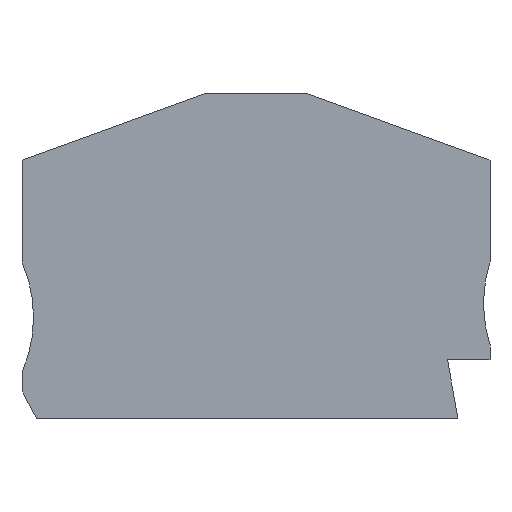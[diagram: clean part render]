
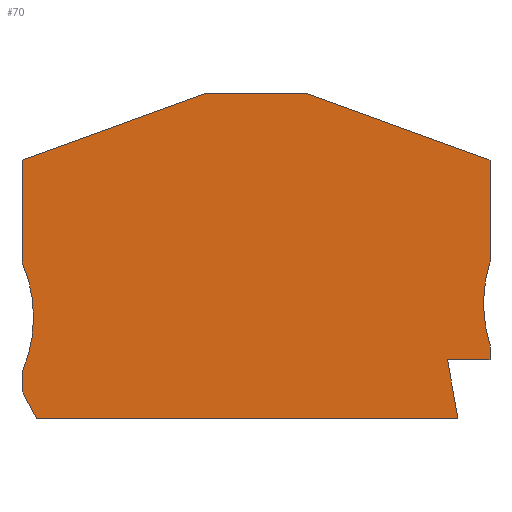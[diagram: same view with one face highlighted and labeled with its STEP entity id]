
A CAD part, left-side view. The second image highlights one B-rep face of the part: STEP entity #70.
In plain terms, the highlighted planar face has unit normal (-1, 0, 0).
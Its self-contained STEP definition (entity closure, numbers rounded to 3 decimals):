
#70=ADVANCED_FACE('',(#136),#137,.T.);
#136=FACE_OUTER_BOUND('',#195,.T.);
#137=PLANE('',#196);
#195=EDGE_LOOP('',(#329,#330,#331,#332,#333,#334,#335,#336,#337,#338,#339,#340,#341,#342,#343));
#196=AXIS2_PLACEMENT_3D('',#344,#345,#346);
#329=ORIENTED_EDGE('',*,*,#410,.F.);
#330=ORIENTED_EDGE('',*,*,#394,.F.);
#331=ORIENTED_EDGE('',*,*,#398,.F.);
#332=ORIENTED_EDGE('',*,*,#421,.F.);
#333=ORIENTED_EDGE('',*,*,#422,.T.);
#334=ORIENTED_EDGE('',*,*,#417,.F.);
#335=ORIENTED_EDGE('',*,*,#371,.T.);
#336=ORIENTED_EDGE('',*,*,#405,.T.);
#337=ORIENTED_EDGE('',*,*,#419,.F.);
#338=ORIENTED_EDGE('',*,*,#389,.F.);
#339=ORIENTED_EDGE('',*,*,#414,.F.);
#340=ORIENTED_EDGE('',*,*,#401,.F.);
#341=ORIENTED_EDGE('',*,*,#412,.F.);
#342=ORIENTED_EDGE('',*,*,#407,.T.);
#343=ORIENTED_EDGE('',*,*,#368,.T.);
#344=CARTESIAN_POINT('',(0.,28.623,25.371));
#345=DIRECTION('',(-1.0,0.,0.));
#346=DIRECTION('',(0.,0.,-1.0));
#368=EDGE_CURVE('',#429,#433,#435,.T.);
#371=EDGE_CURVE('',#440,#437,#441,.T.);
#389=EDGE_CURVE('',#471,#472,#473,.T.);
#394=EDGE_CURVE('',#477,#479,#480,.T.);
#398=EDGE_CURVE('',#483,#477,#485,.T.);
#401=EDGE_CURVE('',#487,#489,#490,.T.);
#405=EDGE_CURVE('',#437,#493,#495,.T.);
#407=EDGE_CURVE('',#497,#429,#498,.T.);
#410=EDGE_CURVE('',#479,#433,#501,.T.);
#412=EDGE_CURVE('',#497,#487,#503,.T.);
#414=EDGE_CURVE('',#489,#471,#505,.T.);
#417=EDGE_CURVE('',#440,#507,#509,.T.);
#419=EDGE_CURVE('',#472,#493,#511,.T.);
#421=EDGE_CURVE('',#513,#483,#514,.T.);
#422=EDGE_CURVE('',#513,#507,#515,.T.);
#429=VERTEX_POINT('',#522);
#433=VERTEX_POINT('',#527);
#435=CIRCLE('',#530,15.);
#437=VERTEX_POINT('',#532);
#440=VERTEX_POINT('',#536);
#441=CIRCLE('',#537,15.);
#471=VERTEX_POINT('',#579);
#472=VERTEX_POINT('',#580);
#473=LINE('',#581,#582);
#477=VERTEX_POINT('',#588);
#479=VERTEX_POINT('',#591);
#480=LINE('',#592,#593);
#483=VERTEX_POINT('',#597);
#485=LINE('',#600,#601);
#487=VERTEX_POINT('',#603);
#489=VERTEX_POINT('',#606);
#490=LINE('',#607,#608);
#493=VERTEX_POINT('',#612);
#495=CIRCLE('',#615,15.);
#497=VERTEX_POINT('',#617);
#498=CIRCLE('',#618,15.);
#501=LINE('',#622,#623);
#503=LINE('',#625,#626);
#505=LINE('',#628,#629);
#507=VERTEX_POINT('',#631);
#509=LINE('',#634,#635);
#511=LINE('',#637,#638);
#513=VERTEX_POINT('',#640);
#514=LINE('',#641,#642);
#515=LINE('',#643,#644);
#522=CARTESIAN_POINT('',(0.,49.548,11.));
#527=CARTESIAN_POINT('',(0.,50.8,5.));
#530=AXIS2_PLACEMENT_3D('',#655,#656,#657);
#532=CARTESIAN_POINT('',(0.,0.691,12.5));
#536=CARTESIAN_POINT('',(0.,0.0,8.));
#537=AXIS2_PLACEMENT_3D('',#659,#660,#661);
#579=CARTESIAN_POINT('',(0.,19.883,35.3));
#580=CARTESIAN_POINT('',(0.,0.0,28.063));
#581=CARTESIAN_POINT('',(0.,42.9,43.678));
#582=VECTOR('',#683,1.0);
#588=CARTESIAN_POINT('',(0.0,49.202,0.));
#591=CARTESIAN_POINT('',(0.0,50.8,3.));
#592=CARTESIAN_POINT('',(0.0,49.087,-0.217));
#593=VECTOR('',#687,1.0);
#597=CARTESIAN_POINT('',(0.0,3.483,0.));
#600=CARTESIAN_POINT('',(0.0,42.9,0.));
#601=VECTOR('',#690,1.0);
#603=CARTESIAN_POINT('',(0.,50.8,28.063));
#606=CARTESIAN_POINT('',(0.,30.917,35.3));
#607=CARTESIAN_POINT('',(0.,42.9,30.939));
#608=VECTOR('',#692,1.0);
#612=CARTESIAN_POINT('',(0.,0.0,17.));
#615=AXIS2_PLACEMENT_3D('',#695,#696,#697);
#617=CARTESIAN_POINT('',(0.,50.8,17.));
#618=AXIS2_PLACEMENT_3D('',#698,#699,#700);
#622=CARTESIAN_POINT('',(0.0,50.8,-0.217));
#623=VECTOR('',#702,1.0);
#625=CARTESIAN_POINT('',(0.0,50.8,-0.217));
#626=VECTOR('',#703,1.0);
#628=CARTESIAN_POINT('',(0.,42.9,35.3));
#629=VECTOR('',#704,1.0);
#631=CARTESIAN_POINT('',(0.,0.0,6.4));
#634=CARTESIAN_POINT('',(0.0,0.0,-0.217));
#635=VECTOR('',#706,1.0);
#637=CARTESIAN_POINT('',(0.0,0.0,-0.217));
#638=VECTOR('',#707,1.0);
#640=CARTESIAN_POINT('',(0.,4.612,6.4));
#641=CARTESIAN_POINT('',(0.0,3.445,-0.217));
#642=VECTOR('',#708,1.0);
#643=CARTESIAN_POINT('',(0.,42.9,6.4));
#644=VECTOR('',#709,1.0);
#655=CARTESIAN_POINT('',(0.,64.548,11.));
#656=DIRECTION('',(1.0,0.,0.));
#657=DIRECTION('',(0.,1.0,0.));
#659=CARTESIAN_POINT('',(0.,-14.309,12.5));
#660=DIRECTION('',(1.0,0.,0.));
#661=DIRECTION('',(0.,1.0,0.));
#683=DIRECTION('',(0.,-0.94,-0.342));
#687=DIRECTION('',(0.,0.47,0.883));
#690=DIRECTION('',(0.0,1.0,0.));
#692=DIRECTION('',(0.,-0.94,0.342));
#695=CARTESIAN_POINT('',(0.,-14.309,12.5));
#696=DIRECTION('',(1.0,0.,0.));
#697=DIRECTION('',(0.,1.0,0.));
#698=CARTESIAN_POINT('',(0.,64.548,11.));
#699=DIRECTION('',(1.0,0.,0.));
#700=DIRECTION('',(0.,1.0,0.));
#702=DIRECTION('',(0.,0.,1.0));
#703=DIRECTION('',(0.,0.,1.0));
#704=DIRECTION('',(0.0,-1.0,0.));
#706=DIRECTION('',(0.,0.,-1.0));
#707=DIRECTION('',(0.,0.,-1.0));
#708=DIRECTION('',(0.,-0.174,-0.985));
#709=DIRECTION('',(0.,-1.0,0.));
